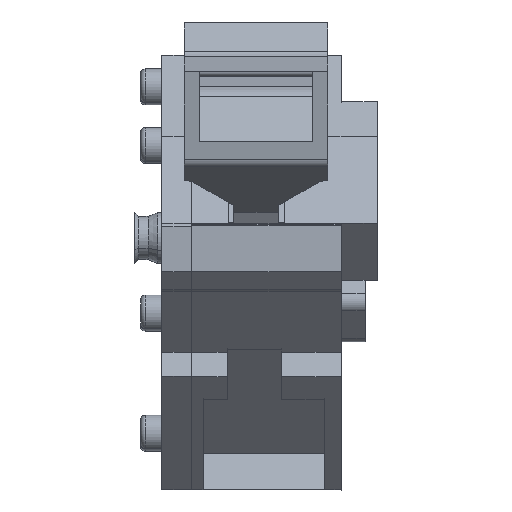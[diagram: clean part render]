
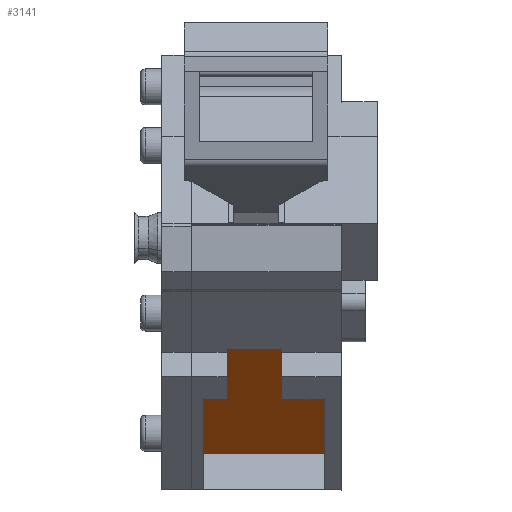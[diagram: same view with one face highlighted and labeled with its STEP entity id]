
A CAD part, top view. The second image highlights one B-rep face of the part: STEP entity #3141.
In plain terms, the highlighted planar face has unit normal (0, -0.707, 0.707).
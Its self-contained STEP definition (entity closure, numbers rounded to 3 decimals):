
#3124=AXIS2_PLACEMENT_3D('Plane Axis2P3D',#3121,#3122,#3123) ;
#2182=CARTESIAN_POINT('Vertex',(6.846,1.224,9.387)) ;
#2185=CARTESIAN_POINT('Line Origine',(4.82,1.224,9.387)) ;
#2189=CARTESIAN_POINT('Vertex',(2.794,1.224,9.387)) ;
#2210=CARTESIAN_POINT('Line Origine',(2.794,2.821,10.984)) ;
#2214=CARTESIAN_POINT('Vertex',(2.794,4.419,12.582)) ;
#2276=CARTESIAN_POINT('Vertex',(6.846,4.419,12.582)) ;
#2279=CARTESIAN_POINT('Line Origine',(6.846,2.821,10.984)) ;
#2302=CARTESIAN_POINT('Vertex',(3.6,4.419,12.582)) ;
#2305=CARTESIAN_POINT('Line Origine',(3.197,4.419,12.582)) ;
#2323=CARTESIAN_POINT('Line Origine',(3.6,4.846,13.008)) ;
#2327=CARTESIAN_POINT('Vertex',(3.6,5.272,13.435)) ;
#2350=CARTESIAN_POINT('Line Origine',(4.507,5.272,13.435)) ;
#2354=CARTESIAN_POINT('Vertex',(5.413,5.272,13.435)) ;
#2380=CARTESIAN_POINT('Line Origine',(5.413,4.846,13.008)) ;
#2384=CARTESIAN_POINT('Vertex',(5.413,4.419,12.582)) ;
#3121=CARTESIAN_POINT('Axis2P3D Location',(4.563,2.625,10.788)) ;
#3126=CARTESIAN_POINT('Line Origine',(6.13,4.419,12.582)) ;
#2186=DIRECTION('Vector Direction',(-1.,0.,0.)) ;
#2211=DIRECTION('Vector Direction',(0.,0.707,0.707)) ;
#2280=DIRECTION('Vector Direction',(0.,-0.707,-0.707)) ;
#2306=DIRECTION('Vector Direction',(1.,0.,0.)) ;
#2324=DIRECTION('Vector Direction',(0.,0.707,0.707)) ;
#2351=DIRECTION('Vector Direction',(1.,0.,0.)) ;
#2381=DIRECTION('Vector Direction',(0.,-0.707,-0.707)) ;
#3122=DIRECTION('Axis2P3D Direction',(0.,-0.707,0.707)) ;
#3123=DIRECTION('Axis2P3D XDirection',(0.,0.707,0.707)) ;
#3127=DIRECTION('Vector Direction',(1.,0.,0.)) ;
#2187=VECTOR('Line Direction',#2186,1.) ;
#2212=VECTOR('Line Direction',#2211,1.) ;
#2281=VECTOR('Line Direction',#2280,1.) ;
#2307=VECTOR('Line Direction',#2306,1.) ;
#2325=VECTOR('Line Direction',#2324,1.) ;
#2352=VECTOR('Line Direction',#2351,1.) ;
#2382=VECTOR('Line Direction',#2381,1.) ;
#3128=VECTOR('Line Direction',#3127,1.) ;
#3132=ORIENTED_EDGE('',*,*,#2216,.T.) ;
#3133=ORIENTED_EDGE('',*,*,#2191,.T.) ;
#3134=ORIENTED_EDGE('',*,*,#2283,.T.) ;
#3135=ORIENTED_EDGE('',*,*,#3130,.T.) ;
#3136=ORIENTED_EDGE('',*,*,#2386,.T.) ;
#3137=ORIENTED_EDGE('',*,*,#2356,.T.) ;
#3138=ORIENTED_EDGE('',*,*,#2329,.T.) ;
#3139=ORIENTED_EDGE('',*,*,#2309,.T.) ;
#3141=ADVANCED_FACE('Housing\\LMZF500-housing',(#3140),#3125,.T.) ;
#2191=EDGE_CURVE('',#2190,#2183,#2188,.F.) ;
#2216=EDGE_CURVE('',#2215,#2190,#2213,.F.) ;
#2283=EDGE_CURVE('',#2183,#2277,#2282,.F.) ;
#2309=EDGE_CURVE('',#2303,#2215,#2308,.F.) ;
#2329=EDGE_CURVE('',#2328,#2303,#2326,.F.) ;
#2356=EDGE_CURVE('',#2355,#2328,#2353,.F.) ;
#2386=EDGE_CURVE('',#2385,#2355,#2383,.F.) ;
#3130=EDGE_CURVE('',#2277,#2385,#3129,.F.) ;
#3131=EDGE_LOOP('',(#3132,#3133,#3134,#3135,#3136,#3137,#3138,#3139)) ;
#3140=FACE_OUTER_BOUND('',#3131,.T.) ;
#2188=LINE('Line',#2185,#2187) ;
#2213=LINE('Line',#2210,#2212) ;
#2282=LINE('Line',#2279,#2281) ;
#2308=LINE('Line',#2305,#2307) ;
#2326=LINE('Line',#2323,#2325) ;
#2353=LINE('Line',#2350,#2352) ;
#2383=LINE('Line',#2380,#2382) ;
#3129=LINE('Line',#3126,#3128) ;
#3125=PLANE('',#3124) ;
#2183=VERTEX_POINT('',#2182) ;
#2190=VERTEX_POINT('',#2189) ;
#2215=VERTEX_POINT('',#2214) ;
#2277=VERTEX_POINT('',#2276) ;
#2303=VERTEX_POINT('',#2302) ;
#2328=VERTEX_POINT('',#2327) ;
#2355=VERTEX_POINT('',#2354) ;
#2385=VERTEX_POINT('',#2384) ;
